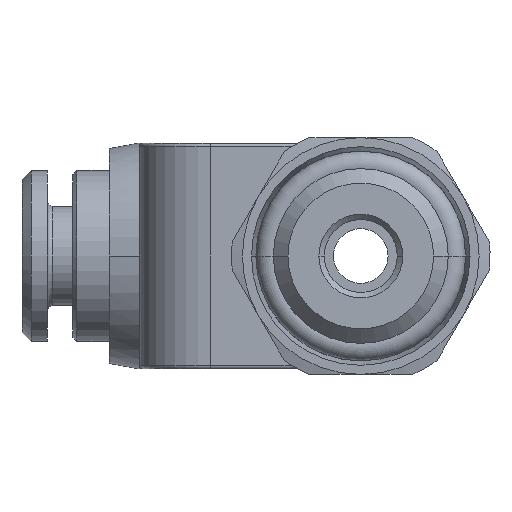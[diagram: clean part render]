
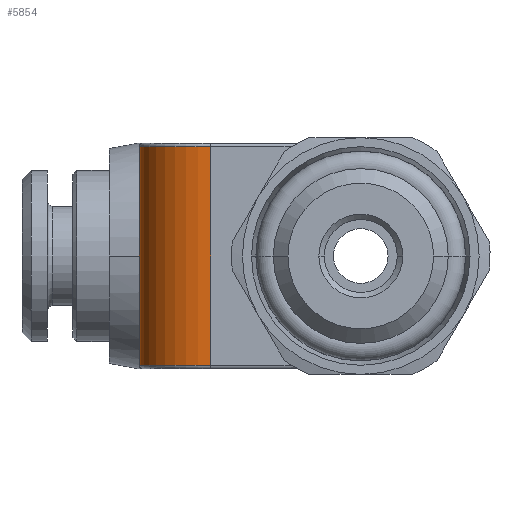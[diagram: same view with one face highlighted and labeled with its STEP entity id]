
A CAD part, front view. The second image highlights one B-rep face of the part: STEP entity #5854.
In plain terms, the highlighted cylindrical face has radius 3.9 mm (diameter 7.8 mm), a partial arc.
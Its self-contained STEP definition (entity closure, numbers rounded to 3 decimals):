
#1354=CARTESIAN_POINT('',(-8.25,-8.25,-6.));
#1355=DIRECTION('',(0.,0.,-1.));
#1356=DIRECTION('',(0.,-1.,0.));
#1357=AXIS2_PLACEMENT_3D('',#1354,#1355,#1356);
#1359=CARTESIAN_POINT('',(-8.25,-8.25,6.));
#1360=DIRECTION('',(0.,0.,1.));
#1361=DIRECTION('',(-1.,0.,0.));
#1362=AXIS2_PLACEMENT_3D('',#1359,#1360,#1361);
#1481=DIRECTION('',(0.,0.,-1.));
#1482=VECTOR('',#1481,12.);
#1483=CARTESIAN_POINT('',(-12.15,-8.25,6.));
#1484=LINE('',#1483,#1482);
#1560=DIRECTION('',(0.,0.,-1.));
#1561=VECTOR('',#1560,12.);
#1562=CARTESIAN_POINT('',(-8.25,-12.15,6.));
#1563=LINE('',#1562,#1561);
#3825=CARTESIAN_POINT('',(-12.15,-8.25,-6.));
#3827=VERTEX_POINT('',#3825);
#3835=CARTESIAN_POINT('',(-8.25,-12.15,-6.));
#3836=VERTEX_POINT('',#3835);
#3891=CARTESIAN_POINT('',(-8.25,-12.15,6.));
#3892=VERTEX_POINT('',#3891);
#3893=CARTESIAN_POINT('',(-12.15,-8.25,6.));
#3894=VERTEX_POINT('',#3893);
#5839=CARTESIAN_POINT('',(-8.25,-8.25,6.2));
#5840=DIRECTION('',(0.,0.,-1.));
#5841=DIRECTION('',(0.,1.,0.));
#5842=AXIS2_PLACEMENT_3D('',#5839,#5840,#5841);
#5843=CYLINDRICAL_SURFACE('',#5842,3.9);
#5845=ORIENTED_EDGE('',*,*,#5844,.T.);
#5847=ORIENTED_EDGE('',*,*,#5846,.F.);
#5849=ORIENTED_EDGE('',*,*,#5848,.T.);
#5851=ORIENTED_EDGE('',*,*,#5850,.T.);
#5852=EDGE_LOOP('',(#5845,#5847,#5849,#5851));
#5853=FACE_OUTER_BOUND('',#5852,.F.);
#5854=ADVANCED_FACE('',(#5853),#5843,.T.);
#1358=CIRCLE('',#1357,3.9);
#1363=CIRCLE('',#1362,3.9);
#5844=EDGE_CURVE('',#3836,#3827,#1358,.T.);
#5846=EDGE_CURVE('',#3894,#3827,#1484,.T.);
#5848=EDGE_CURVE('',#3894,#3892,#1363,.T.);
#5850=EDGE_CURVE('',#3892,#3836,#1563,.T.);
